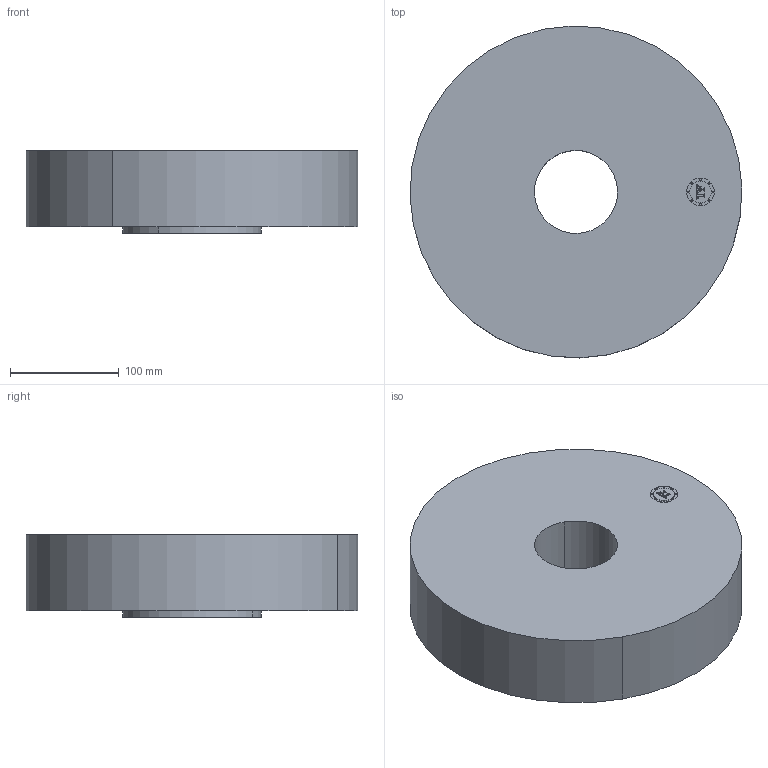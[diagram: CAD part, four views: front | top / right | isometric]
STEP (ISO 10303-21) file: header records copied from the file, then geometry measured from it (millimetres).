
FILE_DESCRIPTION(('3D STEP'),'2;1');
FILE_NAME('3-2500-FB-RF-STUDOUT-FLANGE.stp','2013-11-25T01:32:38+00:00',('Texas Flange'),(''),'CATIA Version 5 Release 20 SP 6 (IN-10)','CATIA V5 STEP AP214','800-826-3801');
FILE_SCHEMA(('AUTOMOTIVE_DESIGN { 1 0 10303 214 1 1 1 1 }'));
Products named in the file (1): 3-2500-FB-RF-STUDOUT-FLANGE
Bounding box: 304.72 x 304.72 x 76.2 mm (x, y, z)
Volume: 4518456.3 mm3; surface area: 275492.7 mm2
Topology: 1 solids, 1 shells, 1018 faces, 2954 edges, 1948 vertices
Faces by surface type: bspline 376, plane 368, cylinder 218, cone 40, revolution 16
Entity records: 49650 total; most frequent: CARTESIAN_POINT 25280, ORIENTED_EDGE 5876, EDGE_CURVE 2938, DIRECTION 2244, VERTEX_POINT 1948, B_SPLINE_CURVE_WITH_KNOTS 1504, VECTOR 1310, LINE 1310
